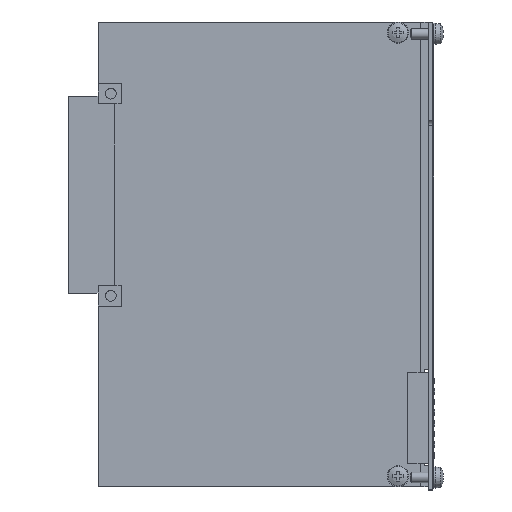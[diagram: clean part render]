
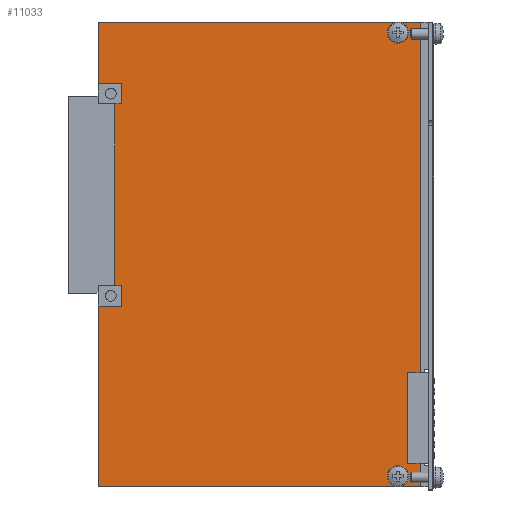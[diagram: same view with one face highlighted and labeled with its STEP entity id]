
A CAD part, top view. The second image highlights one B-rep face of the part: STEP entity #11033.
In plain terms, the highlighted planar face has unit normal (0, 0, 1).
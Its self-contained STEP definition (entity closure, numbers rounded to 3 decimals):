
#67=CIRCLE('',#11515,2.55);
#68=CIRCLE('',#11516,2.55);
#356=ORIENTED_EDGE('',*,*,#2543,.T.);
#357=ORIENTED_EDGE('',*,*,#2554,.T.);
#358=ORIENTED_EDGE('',*,*,#2545,.T.);
#359=ORIENTED_EDGE('',*,*,#2527,.T.);
#360=ORIENTED_EDGE('',*,*,#2521,.F.);
#361=ORIENTED_EDGE('',*,*,#2518,.F.);
#362=ORIENTED_EDGE('',*,*,#2515,.F.);
#363=ORIENTED_EDGE('',*,*,#2555,.F.);
#364=ORIENTED_EDGE('',*,*,#2511,.F.);
#365=ORIENTED_EDGE('',*,*,#2508,.F.);
#366=ORIENTED_EDGE('',*,*,#2505,.F.);
#367=ORIENTED_EDGE('',*,*,#2531,.T.);
#368=ORIENTED_EDGE('',*,*,#2533,.T.);
#369=ORIENTED_EDGE('',*,*,#2556,.T.);
#370=ORIENTED_EDGE('',*,*,#2536,.T.);
#371=ORIENTED_EDGE('',*,*,#2537,.T.);
#372=ORIENTED_EDGE('',*,*,#2557,.T.);
#373=ORIENTED_EDGE('',*,*,#2558,.F.);
#374=ORIENTED_EDGE('',*,*,#2559,.F.);
#375=ORIENTED_EDGE('',*,*,#2541,.T.);
#2505=EDGE_CURVE('',#3606,#3607,#4348,.T.);
#2508=EDGE_CURVE('',#3607,#3609,#4351,.T.);
#2511=EDGE_CURVE('',#3609,#3611,#4354,.T.);
#2515=EDGE_CURVE('',#3614,#3615,#4358,.T.);
#2518=EDGE_CURVE('',#3615,#3617,#4361,.T.);
#2521=EDGE_CURVE('',#3617,#3619,#4364,.T.);
#2527=EDGE_CURVE('',#3623,#3619,#4370,.T.);
#2531=EDGE_CURVE('',#3606,#3626,#4374,.T.);
#2533=EDGE_CURVE('',#3626,#3627,#4376,.T.);
#2536=EDGE_CURVE('',#3627,#3629,#4379,.T.);
#2537=EDGE_CURVE('',#3629,#3630,#4380,.T.);
#2541=EDGE_CURVE('',#3633,#3632,#4384,.T.);
#2543=EDGE_CURVE('',#3632,#3634,#4386,.T.);
#2545=EDGE_CURVE('',#3634,#3623,#4388,.T.);
#2554=EDGE_CURVE('',#3634,#3634,#67,.F.);
#2555=EDGE_CURVE('',#3611,#3614,#4395,.T.);
#2556=EDGE_CURVE('',#3627,#3627,#68,.F.);
#2557=EDGE_CURVE('',#3630,#3641,#4396,.T.);
#2558=EDGE_CURVE('',#3642,#3641,#4397,.T.);
#2559=EDGE_CURVE('',#3633,#3642,#4398,.T.);
#3606=VERTEX_POINT('',#14421);
#3607=VERTEX_POINT('',#14423);
#3609=VERTEX_POINT('',#14429);
#3611=VERTEX_POINT('',#14435);
#3614=VERTEX_POINT('',#14442);
#3615=VERTEX_POINT('',#14444);
#3617=VERTEX_POINT('',#14450);
#3619=VERTEX_POINT('',#14456);
#3623=VERTEX_POINT('',#14468);
#3626=VERTEX_POINT('',#14474);
#3627=VERTEX_POINT('',#14479);
#3629=VERTEX_POINT('',#14483);
#3630=VERTEX_POINT('',#14487);
#3632=VERTEX_POINT('',#14492);
#3633=VERTEX_POINT('',#14494);
#3634=VERTEX_POINT('',#14498);
#3641=VERTEX_POINT('',#14521);
#3642=VERTEX_POINT('',#14523);
#4348=LINE('',#14422,#5367);
#4351=LINE('',#14428,#5370);
#4354=LINE('',#14434,#5373);
#4358=LINE('',#14443,#5377);
#4361=LINE('',#14449,#5380);
#4364=LINE('',#14455,#5383);
#4370=LINE('',#14467,#5389);
#4374=LINE('',#14475,#5393);
#4376=LINE('',#14478,#5395);
#4379=LINE('',#14484,#5398);
#4380=LINE('',#14486,#5399);
#4384=LINE('',#14493,#5403);
#4386=LINE('',#14497,#5405);
#4388=LINE('',#14500,#5407);
#4395=LINE('',#14518,#5414);
#4396=LINE('',#14520,#5415);
#4397=LINE('',#14522,#5416);
#4398=LINE('',#14524,#5417);
#5367=VECTOR('',#12204,1000.);
#5370=VECTOR('',#12209,1000.);
#5373=VECTOR('',#12214,1000.);
#5377=VECTOR('',#12220,1000.);
#5380=VECTOR('',#12225,1000.);
#5383=VECTOR('',#12230,1000.);
#5389=VECTOR('',#12240,1000.);
#5393=VECTOR('',#12244,1000.);
#5395=VECTOR('',#12248,1000.);
#5398=VECTOR('',#12251,1000.);
#5399=VECTOR('',#12254,1000.);
#5403=VECTOR('',#12258,1000.);
#5405=VECTOR('',#12262,1000.);
#5407=VECTOR('',#12264,1000.);
#5414=VECTOR('',#12281,1000.);
#5415=VECTOR('',#12284,1000.);
#5416=VECTOR('',#12285,1000.);
#5417=VECTOR('',#12286,1000.);
#6306=EDGE_LOOP('',(#356,#357,#358,#359,#360,#361,#362,#363,#364,#365,#366,
#367,#368,#369,#370,#371,#372,#373,#374,#375));
#6857=FACE_BOUND('',#6306,.T.);
#7392=PLANE('',#11514);
#11033=ADVANCED_FACE('',(#6857),#7392,.T.);
#11514=AXIS2_PLACEMENT_3D('',#14516,#12277,#12278);
#11515=AXIS2_PLACEMENT_3D('',#14517,#12279,#12280);
#11516=AXIS2_PLACEMENT_3D('',#14519,#12282,#12283);
#12204=DIRECTION('',(1.,0.,0.));
#12209=DIRECTION('',(0.,1.,0.));
#12214=DIRECTION('',(-1.,0.,0.));
#12220=DIRECTION('',(1.,0.,0.));
#12225=DIRECTION('',(0.,1.,0.));
#12230=DIRECTION('',(-1.,0.,0.));
#12240=DIRECTION('',(0.,-1.,0.));
#12244=DIRECTION('',(0.,-1.,0.));
#12248=DIRECTION('',(1.,0.,0.));
#12251=DIRECTION('',(1.,0.,0.));
#12254=DIRECTION('',(0.,1.,0.));
#12258=DIRECTION('',(0.,1.,0.));
#12262=DIRECTION('',(-1.,0.,0.));
#12264=DIRECTION('',(-1.,0.,0.));
#12277=DIRECTION('',(0.,0.,1.));
#12278=DIRECTION('',(1.,0.,0.));
#12279=DIRECTION('',(0.,0.,1.));
#12280=DIRECTION('',(1.,0.,0.));
#12281=DIRECTION('',(0.,1.,0.));
#12282=DIRECTION('',(0.,0.,1.));
#12283=DIRECTION('',(1.,0.,0.));
#12284=DIRECTION('',(-1.,0.,0.));
#12285=DIRECTION('',(0.,-1.,0.));
#12286=DIRECTION('',(-1.,0.,0.));
#14421=CARTESIAN_POINT('',(-38.6,-12.37,0.));
#14422=CARTESIAN_POINT('',(-38.69,-12.37,0.));
#14423=CARTESIAN_POINT('',(-33.1,-12.37,0.));
#14428=CARTESIAN_POINT('',(-33.1,-12.37,0.));
#14429=CARTESIAN_POINT('',(-33.1,-7.47,0.));
#14434=CARTESIAN_POINT('',(-33.1,-7.47,0.));
#14435=CARTESIAN_POINT('',(-34.69,-7.47,0.));
#14442=CARTESIAN_POINT('',(-34.69,36.07,0.));
#14443=CARTESIAN_POINT('',(-34.69,36.07,0.));
#14444=CARTESIAN_POINT('',(-33.1,36.07,0.));
#14449=CARTESIAN_POINT('',(-33.1,36.07,0.));
#14450=CARTESIAN_POINT('',(-33.1,40.97,0.));
#14455=CARTESIAN_POINT('',(-33.1,40.97,0.));
#14456=CARTESIAN_POINT('',(-38.6,40.97,0.));
#14467=CARTESIAN_POINT('',(-38.6,55.7,0.));
#14468=CARTESIAN_POINT('',(-38.6,55.7,0.));
#14474=CARTESIAN_POINT('',(-38.6,-55.7,0.));
#14475=CARTESIAN_POINT('',(-38.6,55.7,0.));
#14478=CARTESIAN_POINT('',(-38.6,-55.7,0.));
#14479=CARTESIAN_POINT('',(33.2,-55.7,0.));
#14483=CARTESIAN_POINT('',(38.6,-55.7,0.));
#14484=CARTESIAN_POINT('',(-38.6,-55.7,0.));
#14486=CARTESIAN_POINT('',(38.6,-55.7,0.));
#14487=CARTESIAN_POINT('',(38.6,-50.14,0.));
#14492=CARTESIAN_POINT('',(38.6,55.7,0.));
#14493=CARTESIAN_POINT('',(38.6,-55.7,0.));
#14494=CARTESIAN_POINT('',(38.6,-28.26,0.));
#14497=CARTESIAN_POINT('',(38.6,55.7,0.));
#14498=CARTESIAN_POINT('',(33.2,55.7,0.));
#14500=CARTESIAN_POINT('',(38.6,55.7,0.));
#14516=CARTESIAN_POINT('',(0.,0.,0.));
#14517=CARTESIAN_POINT('',(33.2,53.15,0.));
#14518=CARTESIAN_POINT('',(-34.69,-7.47,0.));
#14519=CARTESIAN_POINT('',(33.2,-53.15,0.));
#14520=CARTESIAN_POINT('',(0.,-50.14,0.));
#14521=CARTESIAN_POINT('',(35.5,-50.14,0.));
#14522=CARTESIAN_POINT('',(35.5,-28.26,0.));
#14523=CARTESIAN_POINT('',(35.5,-28.26,0.));
#14524=CARTESIAN_POINT('',(0.,-28.26,0.));
